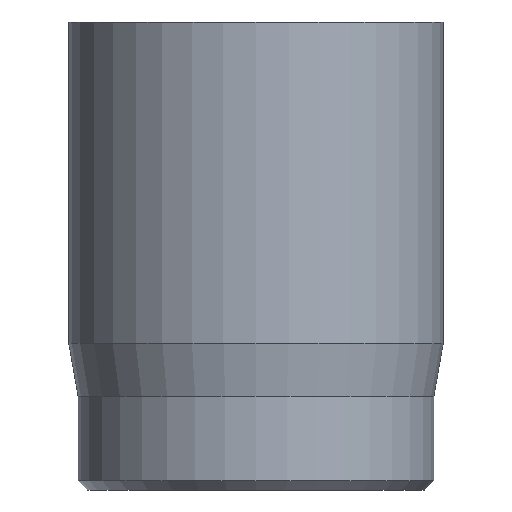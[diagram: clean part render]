
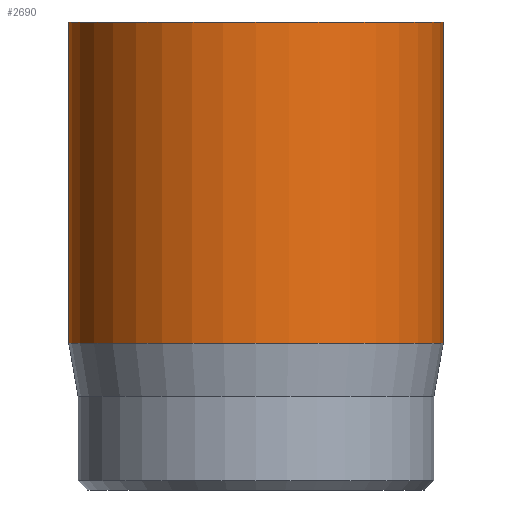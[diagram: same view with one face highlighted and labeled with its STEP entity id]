
A CAD part, front view. The second image highlights one B-rep face of the part: STEP entity #2690.
In plain terms, the highlighted cylindrical face has radius 2 mm (diameter 4 mm), a full revolution.
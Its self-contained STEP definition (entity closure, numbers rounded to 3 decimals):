
#339=CYLINDRICAL_SURFACE('',#2853,2.);
#433=FACE_OUTER_BOUND('',#585,.T.);
#585=EDGE_LOOP('',(#2208,#2209,#2210,#2211,#2212));
#787=LINE('',#4550,#1001);
#1001=VECTOR('',#3141,2.);
#1091=CIRCLE('',#2851,2.);
#1092=CIRCLE('',#2852,2.);
#1093=CIRCLE('',#2854,2.);
#1277=VERTEX_POINT('',#4542);
#1278=VERTEX_POINT('',#4543);
#1279=VERTEX_POINT('',#4548);
#1629=EDGE_CURVE('',#1277,#1278,#1091,.T.);
#1630=EDGE_CURVE('',#1278,#1277,#1092,.T.);
#1632=EDGE_CURVE('',#1279,#1279,#1093,.T.);
#1633=EDGE_CURVE('',#1279,#1277,#787,.T.);
#2208=ORIENTED_EDGE('',*,*,#1632,.T.);
#2209=ORIENTED_EDGE('',*,*,#1633,.T.);
#2210=ORIENTED_EDGE('',*,*,#1629,.T.);
#2211=ORIENTED_EDGE('',*,*,#1630,.T.);
#2212=ORIENTED_EDGE('',*,*,#1633,.F.);
#2690=ADVANCED_FACE('',(#433),#339,.T.);
#2851=AXIS2_PLACEMENT_3D('',#4544,#3132,#3133);
#2852=AXIS2_PLACEMENT_3D('',#4545,#3134,#3135);
#2853=AXIS2_PLACEMENT_3D('',#4547,#3137,#3138);
#2854=AXIS2_PLACEMENT_3D('',#4549,#3139,#3140);
#3132=DIRECTION('center_axis',(0.,0.,1.));
#3133=DIRECTION('ref_axis',(-1.,0.,0.));
#3134=DIRECTION('center_axis',(0.,0.,1.));
#3135=DIRECTION('ref_axis',(-1.,0.,0.));
#3137=DIRECTION('center_axis',(0.,0.,1.));
#3138=DIRECTION('ref_axis',(-1.,0.,0.));
#3139=DIRECTION('center_axis',(0.,0.,-1.));
#3140=DIRECTION('ref_axis',(-1.,0.,0.));
#3141=DIRECTION('',(0.,0.,-1.));
#4542=CARTESIAN_POINT('',(2.,0.,1.567));
#4543=CARTESIAN_POINT('',(-2.,0.,1.567));
#4544=CARTESIAN_POINT('Origin',(0.,0.,1.567));
#4545=CARTESIAN_POINT('Origin',(0.,0.,1.567));
#4547=CARTESIAN_POINT('Origin',(0.,0.,0.));
#4548=CARTESIAN_POINT('',(2.,0.,5.));
#4549=CARTESIAN_POINT('Origin',(0.,0.,5.));
#4550=CARTESIAN_POINT('',(2.,0.,0.));
